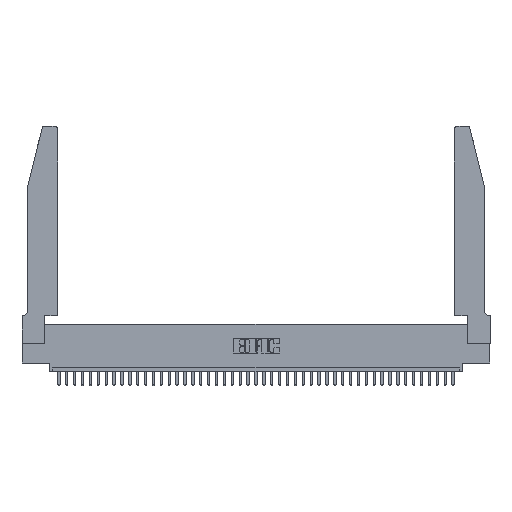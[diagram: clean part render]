
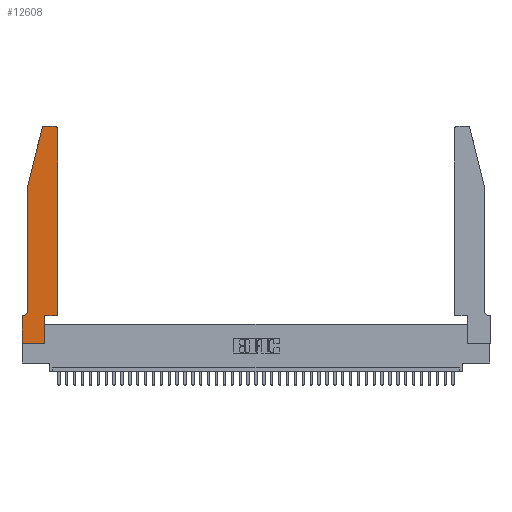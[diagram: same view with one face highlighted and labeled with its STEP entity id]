
A CAD part, top view. The second image highlights one B-rep face of the part: STEP entity #12608.
In plain terms, the highlighted planar face has unit normal (0, 0, 1).
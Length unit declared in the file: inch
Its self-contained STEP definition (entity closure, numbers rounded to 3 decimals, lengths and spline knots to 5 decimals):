
#317 = EDGE_CURVE ( 'NONE', #27672, #37610, #15862, .T. ) ;
#390 = ORIENTED_EDGE ( 'NONE', *, *, #29382, .T. ) ;
#671 = DIRECTION ( 'NONE',  ( 1., 0., 0. ) ) ;
#1288 = ORIENTED_EDGE ( 'NONE', *, *, #4607, .T. ) ;
#2190 = ORIENTED_EDGE ( 'NONE', *, *, #25056, .T. ) ;
#2287 = DIRECTION ( 'NONE',  ( 1., 0., 0. ) ) ;
#2540 = CARTESIAN_POINT ( 'NONE',  ( 0.0755, 2., 0.37 ) ) ;
#4282 = CARTESIAN_POINT ( 'NONE',  ( 0.0055, 0.42, 0.37 ) ) ;
#4350 = EDGE_CURVE ( 'NONE', #5766, #33177, #7473, .T. ) ;
#4607 = EDGE_CURVE ( 'NONE', #31167, #20167, #40021, .T. ) ;
#5759 = EDGE_CURVE ( 'NONE', #23733, #31334, #14503, .T. ) ;
#5766 = VERTEX_POINT ( 'NONE', #34429 ) ;
#5796 = DIRECTION ( 'NONE',  ( 1., 0., 0. ) ) ;
#6270 = VECTOR ( 'NONE', #7176, 39.37008 ) ;
#7176 = DIRECTION ( 'NONE',  ( 0., -1., 0. ) ) ;
#7449 = CARTESIAN_POINT ( 'NONE',  ( 0.4205, 2.72, 0.37 ) ) ;
#7473 = LINE ( 'NONE', #7771, #33369 ) ;
#7771 = CARTESIAN_POINT ( 'NONE',  ( 0.4505, 0.35, 0.37 ) ) ;
#7804 = ORIENTED_EDGE ( 'NONE', *, *, #317, .T. ) ;
#7811 = CIRCLE ( 'NONE', #8085, 0.03 ) ;
#8085 = AXIS2_PLACEMENT_3D ( 'NONE', #7449, #36879, #671 ) ;
#8266 = CARTESIAN_POINT ( 'NONE',  ( 0.0755, 2., 0.37 ) ) ;
#8825 = CARTESIAN_POINT ( 'NONE',  ( 0., 0.35, 0.37 ) ) ;
#9911 = CARTESIAN_POINT ( 'NONE',  ( 0.2605, 2.75, 0.37 ) ) ;
#10456 = CARTESIAN_POINT ( 'NONE',  ( 0.284, 2.72, 0.37 ) ) ;
#10731 = CARTESIAN_POINT ( 'NONE',  ( 0.2865, 0., 0.37 ) ) ;
#10754 = EDGE_CURVE ( 'NONE', #20167, #12347, #21924, .T. ) ;
#11198 = VECTOR ( 'NONE', #14749, 39.37008 ) ;
#11586 = DIRECTION ( 'NONE',  ( 0., 0., 1. ) ) ;
#12347 = VERTEX_POINT ( 'NONE', #21245 ) ;
#12608 = ADVANCED_FACE ( 'NONE', ( #26750 ), #37800, .T. ) ;
#14503 = LINE ( 'NONE', #40845, #17000 ) ;
#14586 = EDGE_CURVE ( 'NONE', #18331, #31167, #35274, .T. ) ;
#14749 = DIRECTION ( 'NONE',  ( -1., 0., 0. ) ) ;
#15542 = DIRECTION ( 'NONE',  ( -0.239, -0.971, 0. ) ) ;
#15548 = ORIENTED_EDGE ( 'NONE', *, *, #14586, .T. ) ;
#15862 = CIRCLE ( 'NONE', #41753, 0.03 ) ;
#16389 = CARTESIAN_POINT ( 'NONE',  ( 0.4505, 2.72, 0.37 ) ) ;
#16398 = DIRECTION ( 'NONE',  ( -1., 0., 0. ) ) ;
#17000 = VECTOR ( 'NONE', #21390, 39.37008 ) ;
#17038 = DIRECTION ( 'NONE',  ( -1., 0., 0. ) ) ;
#17350 = CARTESIAN_POINT ( 'NONE',  ( 0.4205, 2.75, 0.37 ) ) ;
#17509 = DIRECTION ( 'NONE',  ( 1., 0., 0. ) ) ;
#18331 = VERTEX_POINT ( 'NONE', #20728 ) ;
#19500 = EDGE_LOOP ( 'NONE', ( #390, #7804, #23412, #15548, #1288, #37385, #36077, #22214, #37403, #2190, #21803, #30436 ) ) ;
#20005 = EDGE_CURVE ( 'NONE', #33177, #23030, #7811, .T. ) ;
#20167 = VERTEX_POINT ( 'NONE', #39548 ) ;
#20728 = CARTESIAN_POINT ( 'NONE',  ( 0.0755, 2., 0.37 ) ) ;
#21021 = VECTOR ( 'NONE', #2287, 39.37008 ) ;
#21245 = CARTESIAN_POINT ( 'NONE',  ( 0., 0.35, 0.37 ) ) ;
#21390 = DIRECTION ( 'NONE',  ( 1., 0., 0. ) ) ;
#21446 = DIRECTION ( 'NONE',  ( 0., 0., -1. ) ) ;
#21638 = VECTOR ( 'NONE', #32685, 39.37008 ) ;
#21803 = ORIENTED_EDGE ( 'NONE', *, *, #4350, .T. ) ;
#21924 = LINE ( 'NONE', #27803, #11198 ) ;
#22041 = DIRECTION ( 'NONE',  ( 0., 0., 1. ) ) ;
#22214 = ORIENTED_EDGE ( 'NONE', *, *, #5759, .T. ) ;
#23030 = VERTEX_POINT ( 'NONE', #17350 ) ;
#23213 = LINE ( 'NONE', #29402, #31883 ) ;
#23412 = ORIENTED_EDGE ( 'NONE', *, *, #41994, .T. ) ;
#23723 = CARTESIAN_POINT ( 'NONE',  ( 0.25487, 2.72718, 0.37 ) ) ;
#23733 = VERTEX_POINT ( 'NONE', #28580 ) ;
#25056 = EDGE_CURVE ( 'NONE', #28900, #5766, #34208, .T. ) ;
#25687 = LINE ( 'NONE', #31756, #21638 ) ;
#25939 = CARTESIAN_POINT ( 'NONE',  ( 0.2865, 0.35, 0.37 ) ) ;
#26750 = FACE_OUTER_BOUND ( 'NONE', #19500, .T. ) ;
#26762 = CARTESIAN_POINT ( 'NONE',  ( 0.0755, 0.42, 0.37 ) ) ;
#27672 = VERTEX_POINT ( 'NONE', #40369 ) ;
#27803 = CARTESIAN_POINT ( 'NONE',  ( 0.0755, 0.35, 0.37 ) ) ;
#28435 = VECTOR ( 'NONE', #16398, 39.37008 ) ;
#28580 = CARTESIAN_POINT ( 'NONE',  ( 0., 0., 0.37 ) ) ;
#28900 = VERTEX_POINT ( 'NONE', #25939 ) ;
#29382 = EDGE_CURVE ( 'NONE', #23030, #27672, #32427, .T. ) ;
#29402 = CARTESIAN_POINT ( 'NONE',  ( 0.2865, 0.35, 0.37 ) ) ;
#29507 = LINE ( 'NONE', #8266, #37191 ) ;
#29896 = EDGE_CURVE ( 'NONE', #31334, #28900, #23213, .T. ) ;
#30111 = CARTESIAN_POINT ( 'NONE',  ( 0.4505, 0.35, 0.37 ) ) ;
#30436 = ORIENTED_EDGE ( 'NONE', *, *, #20005, .T. ) ;
#31167 = VERTEX_POINT ( 'NONE', #26762 ) ;
#31334 = VERTEX_POINT ( 'NONE', #10731 ) ;
#31728 = AXIS2_PLACEMENT_3D ( 'NONE', #4282, #21446, #17038 ) ;
#31737 = EDGE_CURVE ( 'NONE', #12347, #23733, #25687, .T. ) ;
#31756 = CARTESIAN_POINT ( 'NONE',  ( 0., 0., 0.37 ) ) ;
#31883 = VECTOR ( 'NONE', #35963, 39.37008 ) ;
#32427 = LINE ( 'NONE', #9911, #28435 ) ;
#32685 = DIRECTION ( 'NONE',  ( 0., -1., 0. ) ) ;
#33177 = VERTEX_POINT ( 'NONE', #16389 ) ;
#33369 = VECTOR ( 'NONE', #37188, 39.37008 ) ;
#34208 = LINE ( 'NONE', #30111, #21021 ) ;
#34429 = CARTESIAN_POINT ( 'NONE',  ( 0.4505, 0.35, 0.37 ) ) ;
#35128 = AXIS2_PLACEMENT_3D ( 'NONE', #8825, #22041, #5796 ) ;
#35274 = LINE ( 'NONE', #2540, #6270 ) ;
#35963 = DIRECTION ( 'NONE',  ( 0., 1., 0. ) ) ;
#36077 = ORIENTED_EDGE ( 'NONE', *, *, #31737, .T. ) ;
#36879 = DIRECTION ( 'NONE',  ( 0., 0., 1. ) ) ;
#37188 = DIRECTION ( 'NONE',  ( 0., 1., 0. ) ) ;
#37191 = VECTOR ( 'NONE', #15542, 39.37008 ) ;
#37385 = ORIENTED_EDGE ( 'NONE', *, *, #10754, .T. ) ;
#37403 = ORIENTED_EDGE ( 'NONE', *, *, #29896, .T. ) ;
#37610 = VERTEX_POINT ( 'NONE', #23723 ) ;
#37800 = PLANE ( 'NONE',  #35128 ) ;
#39548 = CARTESIAN_POINT ( 'NONE',  ( 0.0055, 0.35, 0.37 ) ) ;
#40021 = CIRCLE ( 'NONE', #31728, 0.07 ) ;
#40369 = CARTESIAN_POINT ( 'NONE',  ( 0.284, 2.75, 0.37 ) ) ;
#40845 = CARTESIAN_POINT ( 'NONE',  ( 0., 0., 0.37 ) ) ;
#41753 = AXIS2_PLACEMENT_3D ( 'NONE', #10456, #11586, #17509 ) ;
#41994 = EDGE_CURVE ( 'NONE', #37610, #18331, #29507, .T. ) ;
